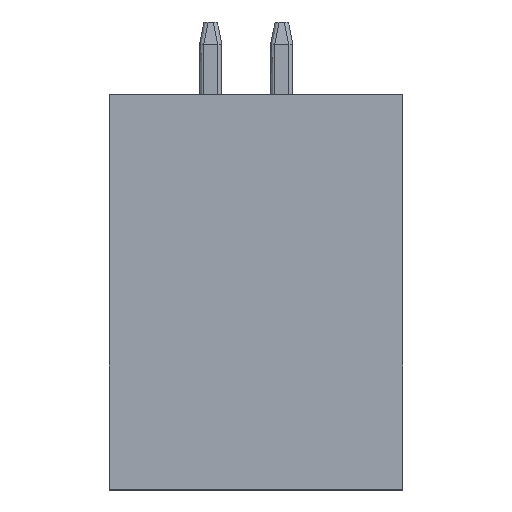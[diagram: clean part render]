
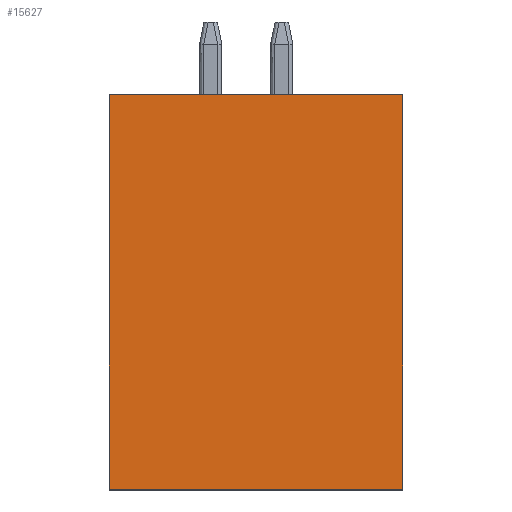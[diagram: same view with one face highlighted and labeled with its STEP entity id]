
A CAD part, top view. The second image highlights one B-rep face of the part: STEP entity #15627.
In plain terms, the highlighted free-form (B-spline) face has degree [1, 1] with [2, 2] control points.
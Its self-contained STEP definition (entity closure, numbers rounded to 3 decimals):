
#737=CARTESIAN_POINT('',(-4.9,17.1,7.52));
#738=VERTEX_POINT('',#737);
#744=CARTESIAN_POINT('',(5.6,17.1,7.52));
#745=VERTEX_POINT('',#744);
#746=CARTESIAN_POINT('',(-4.9,17.1,7.52));
#747=CARTESIAN_POINT('',(5.6,17.1,7.52));
#748=B_SPLINE_CURVE_WITH_KNOTS('',1,(#746,#747),.POLYLINE_FORM.,.F.,.U.,(2,2),(0.,1.),.UNSPECIFIED.);
#749=EDGE_CURVE('',#738,#745,#748,.T.);
#15590=CARTESIAN_POINT('',(-4.9,3.,7.52));
#15591=VERTEX_POINT('',#15590);
#15597=CARTESIAN_POINT('',(-4.9,3.,7.52));
#15598=CARTESIAN_POINT('',(-4.9,17.1,7.52));
#15599=B_SPLINE_CURVE_WITH_KNOTS('',1,(#15597,#15598),.POLYLINE_FORM.,.F.,.U.,(2,2),(0.,1.),.UNSPECIFIED.);
#15600=EDGE_CURVE('',#15591,#738,#15599,.T.);
#15606=CARTESIAN_POINT('',(-20.932,-8.564,7.52));
#15607=CARTESIAN_POINT('',(-20.932,41.603,7.52));
#15608=CARTESIAN_POINT('',(29.235,-8.564,7.52));
#15609=CARTESIAN_POINT('',(29.235,41.603,7.52));
#15610=B_SPLINE_SURFACE_WITH_KNOTS('',1,1,((#15606,#15607),(#15608,#15609)),.PLANE_SURF.,.F.,.F.,.U.,(2,2),(2,2),(0.,1.),(0.,1.),.UNSPECIFIED.);
#15611=CARTESIAN_POINT('',(5.6,3.,7.52));
#15612=VERTEX_POINT('',#15611);
#15613=CARTESIAN_POINT('',(-4.9,3.,7.52));
#15614=CARTESIAN_POINT('',(5.6,3.,7.52));
#15615=B_SPLINE_CURVE_WITH_KNOTS('',1,(#15613,#15614),.POLYLINE_FORM.,.F.,.U.,(2,2),(0.,1.),.UNSPECIFIED.);
#15616=EDGE_CURVE('',#15591,#15612,#15615,.T.);
#15617=ORIENTED_EDGE('',*,*,#15616,.T.);
#15618=CARTESIAN_POINT('',(5.6,3.,7.52));
#15619=CARTESIAN_POINT('',(5.6,17.1,7.52));
#15620=B_SPLINE_CURVE_WITH_KNOTS('',1,(#15618,#15619),.POLYLINE_FORM.,.F.,.U.,(2,2),(0.,1.),.UNSPECIFIED.);
#15621=EDGE_CURVE('',#15612,#745,#15620,.T.);
#15622=ORIENTED_EDGE('',*,*,#15621,.T.);
#15623=ORIENTED_EDGE('',*,*,#749,.F.);
#15624=ORIENTED_EDGE('',*,*,#15600,.F.);
#15625=EDGE_LOOP('',(#15617,#15622,#15623,#15624));
#15626=FACE_OUTER_BOUND('',#15625,.T.);
#15627=ADVANCED_FACE('',(#15626),#15610,.T.);
